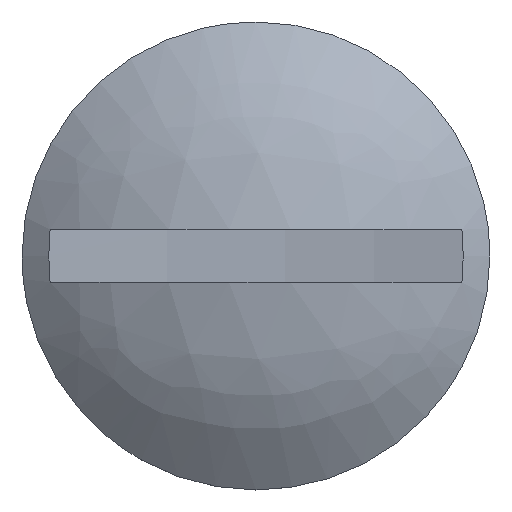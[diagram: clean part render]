
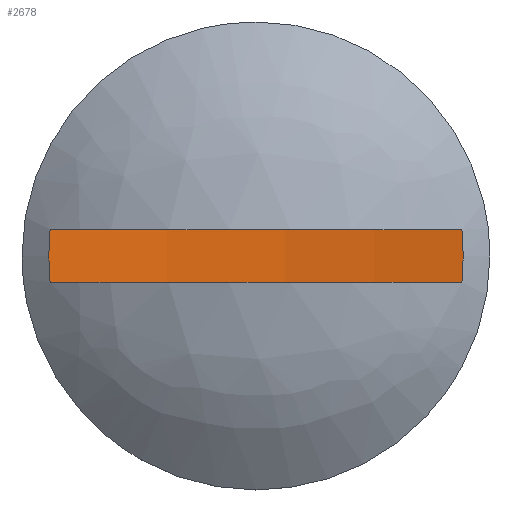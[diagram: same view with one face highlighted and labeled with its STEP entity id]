
A CAD part, top view. The second image highlights one B-rep face of the part: STEP entity #2678.
In plain terms, the highlighted free-form (B-spline) face has degree [1, 2] with [2, 3] control points.
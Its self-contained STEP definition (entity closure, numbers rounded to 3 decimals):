
#2567=CARTESIAN_POINT('',(-7.04,-0.9,1.158));
#2568=VERTEX_POINT('',#2567);
#2569=CARTESIAN_POINT('',(7.04,-0.9,1.158));
#2570=VERTEX_POINT('',#2569);
#2571=CARTESIAN_POINT('',(-7.04,-0.9,1.158));
#2572=CARTESIAN_POINT('',(0.,-0.9,-0.169));
#2573=CARTESIAN_POINT('',(7.04,-0.9,1.158));
#2581=(BOUNDED_CURVE()B_SPLINE_CURVE(2,(#2571,#2572,#2573),.UNSPECIFIED.,.F.,.U.)CURVE()GEOMETRIC_REPRESENTATION_ITEM()QUASI_UNIFORM_CURVE()RATIONAL_B_SPLINE_CURVE((1.0,0.983,1.0))REPRESENTATION_ITEM(''));
#2582=EDGE_CURVE('',#2568,#2570,#2581,.T.);
#2609=CARTESIAN_POINT('',(7.04,0.9,1.158));
#2610=VERTEX_POINT('',#2609);
#2611=CARTESIAN_POINT('',(-7.04,0.9,1.158));
#2612=VERTEX_POINT('',#2611);
#2630=CARTESIAN_POINT('',(-7.04,0.9,1.158));
#2631=CARTESIAN_POINT('',(0.,0.9,-0.169));
#2632=CARTESIAN_POINT('',(7.04,0.9,1.158));
#2640=(BOUNDED_CURVE()B_SPLINE_CURVE(2,(#2630,#2631,#2632),.UNSPECIFIED.,.F.,.U.)CURVE()GEOMETRIC_REPRESENTATION_ITEM()QUASI_UNIFORM_CURVE()RATIONAL_B_SPLINE_CURVE((1.0,0.983,1.0))REPRESENTATION_ITEM(''));
#2641=EDGE_CURVE('',#2612,#2610,#2640,.T.);
#2646=CARTESIAN_POINT('',(7.778,0.945,1.304));
#2647=CARTESIAN_POINT('',(7.778,-0.946,1.304));
#2648=CARTESIAN_POINT('',(0.,0.945,-0.322));
#2649=CARTESIAN_POINT('',(0.,-0.946,-0.322));
#2650=CARTESIAN_POINT('',(-7.779,0.945,1.305));
#2651=CARTESIAN_POINT('',(-7.779,-0.946,1.305));
#2659=(BOUNDED_SURFACE()B_SPLINE_SURFACE(1,2,((#2646,#2648,#2650),(#2647,#2649,#2651)),.UNSPECIFIED.,.F.,.F.,.U.)B_SPLINE_SURFACE_WITH_KNOTS((2,2),(3,3),(0.0,1.0),(0.917,16.64),.UNSPECIFIED.)GEOMETRIC_REPRESENTATION_ITEM()RATIONAL_B_SPLINE_SURFACE(((0.997,0.976,0.996),(0.997,0.976,0.996)))REPRESENTATION_ITEM('')SURFACE());
#2660=ORIENTED_EDGE('',*,*,#2641,.F.);
#2661=CARTESIAN_POINT('',(-7.04,-0.9,1.158));
#2662=CARTESIAN_POINT('',(-7.1,-0.302,1.169));
#2663=CARTESIAN_POINT('',(-7.1,0.302,1.169));
#2664=CARTESIAN_POINT('',(-7.04,0.9,1.158));
#2665=B_SPLINE_CURVE_WITH_KNOTS('',3,(#2661,#2662,#2663,#2664),.UNSPECIFIED.,.F.,.U.,(4,4),(0.,1.803),.UNSPECIFIED.);
#2666=EDGE_CURVE('',#2568,#2612,#2665,.T.);
#2667=ORIENTED_EDGE('',*,*,#2666,.F.);
#2668=ORIENTED_EDGE('',*,*,#2582,.T.);
#2669=CARTESIAN_POINT('',(7.04,0.9,1.158));
#2670=CARTESIAN_POINT('',(7.1,0.302,1.169));
#2671=CARTESIAN_POINT('',(7.1,-0.302,1.169));
#2672=CARTESIAN_POINT('',(7.04,-0.9,1.158));
#2673=B_SPLINE_CURVE_WITH_KNOTS('',3,(#2669,#2670,#2671,#2672),.UNSPECIFIED.,.F.,.U.,(4,4),(0.,1.803),.UNSPECIFIED.);
#2674=EDGE_CURVE('',#2610,#2570,#2673,.T.);
#2675=ORIENTED_EDGE('',*,*,#2674,.F.);
#2676=EDGE_LOOP('',(#2660,#2667,#2668,#2675));
#2677=FACE_OUTER_BOUND('',#2676,.T.);
#2678=ADVANCED_FACE('',(#2677),#2659,.F.);
